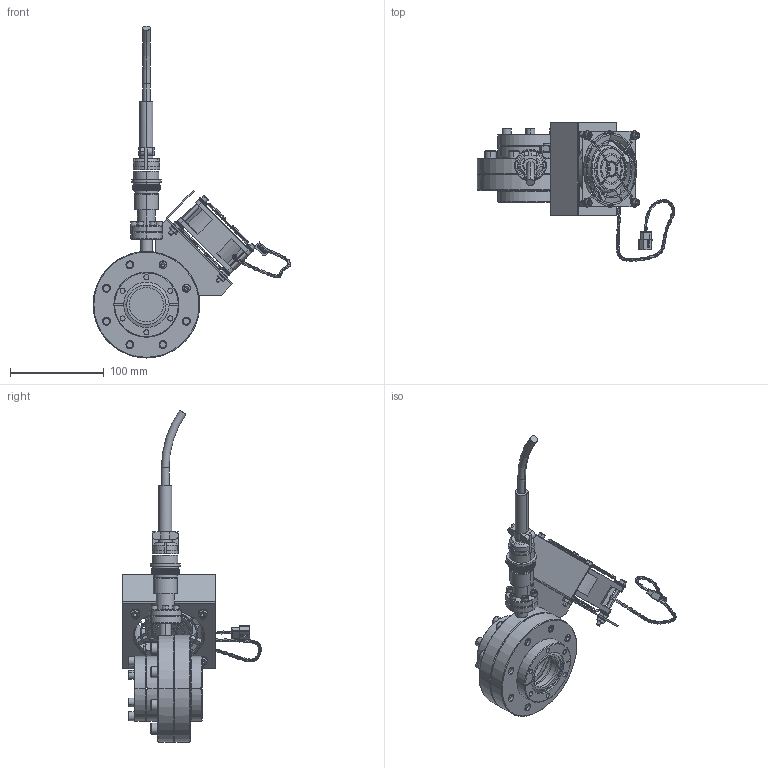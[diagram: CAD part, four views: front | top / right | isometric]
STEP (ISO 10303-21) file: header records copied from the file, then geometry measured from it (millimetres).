
FILE_DESCRIPTION (( 'STEP AP214' ), '1' );
FILE_NAME ('SN104389-01, VHW-150-G, AP214.STEP', '2023-10-26T04:33:49', ( '' ), ( '' ), 'SwSTEP 2.0', 'SolidWorks 2023', '' );
FILE_SCHEMA (( 'AUTOMOTIVE_DESIGN' ));
Products named in the file (1): SN104389-01, VHW-150-G, AP214
Bounding box: 210.64 x 147.58 x 353.7 mm (x, y, z)
Surface area: 172229.3 mm2 (no closed solid volume)
Topology: 0 solids, 105 shells, 1445 faces, 4672 edges, 3141 vertices
Faces by surface type: plane 644, cylinder 368, cone 276, torus 138, bspline 19
Entity records: 66075 total; most frequent: CARTESIAN_POINT 25808, DIRECTION 8476, ORIENTED_EDGE 7739, EDGE_CURVE 4624, AXIS2_PLACEMENT_3D 3189, VERTEX_POINT 3141, LINE 2098, VECTOR 2098
